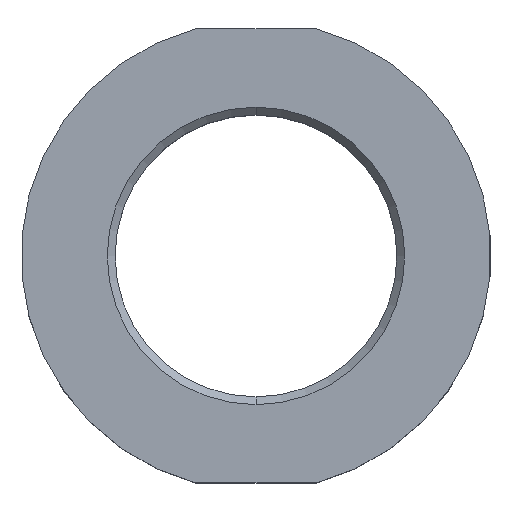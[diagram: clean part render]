
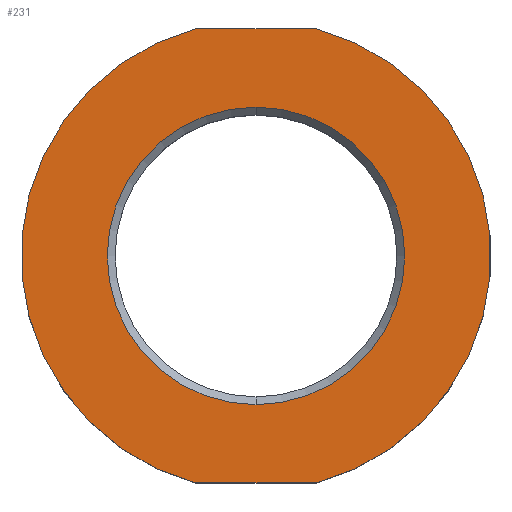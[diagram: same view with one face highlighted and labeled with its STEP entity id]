
A CAD part, top view. The second image highlights one B-rep face of the part: STEP entity #231.
In plain terms, the highlighted planar face has unit normal (0, 0, 1).
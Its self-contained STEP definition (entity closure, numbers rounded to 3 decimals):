
#15 = CIRCLE ( 'NONE', #297, 30. ) ;
#33 = VERTEX_POINT ( 'NONE', #300 ) ;
#53 = CARTESIAN_POINT ( 'NONE',  ( 0., 0., 0. ) ) ;
#58 = CARTESIAN_POINT ( 'NONE',  ( 0., 0., 0. ) ) ;
#59 = AXIS2_PLACEMENT_3D ( 'NONE', #58, #115, #664 ) ;
#63 = VERTEX_POINT ( 'NONE', #798 ) ;
#78 = PLANE ( 'NONE',  #521 ) ;
#90 = DIRECTION ( 'NONE',  ( 1., 0., 0. ) ) ;
#93 = EDGE_LOOP ( 'NONE', ( #721, #551, #246, #595 ) ) ;
#112 = DIRECTION ( 'NONE',  ( 0., -1., 0. ) ) ;
#115 = DIRECTION ( 'NONE',  ( 0., 0., -1. ) ) ;
#124 = CARTESIAN_POINT ( 'NONE',  ( 0., 0., 0. ) ) ;
#125 = EDGE_CURVE ( 'NONE', #306, #33, #15, .T. ) ;
#130 = CIRCLE ( 'NONE', #188, 19. ) ;
#141 = DIRECTION ( 'NONE',  ( 0., -1., 0. ) ) ;
#148 = DIRECTION ( 'NONE',  ( 1., 0., 0. ) ) ;
#157 = CARTESIAN_POINT ( 'NONE',  ( 7.681, -29., 0. ) ) ;
#168 = VECTOR ( 'NONE', #148, 1000. ) ;
#188 = AXIS2_PLACEMENT_3D ( 'NONE', #53, #494, #112 ) ;
#193 = DIRECTION ( 'NONE',  ( 0., 1., 0. ) ) ;
#211 = CARTESIAN_POINT ( 'NONE',  ( 7.681, 29., 0. ) ) ;
#226 = VERTEX_POINT ( 'NONE', #211 ) ;
#231 = ADVANCED_FACE ( 'NONE', ( #442, #485 ), #78, .T. ) ;
#241 = EDGE_CURVE ( 'NONE', #306, #785, #567, .T. ) ;
#246 = ORIENTED_EDGE ( 'NONE', *, *, #797, .F. ) ;
#262 = CARTESIAN_POINT ( 'NONE',  ( -30., -29., 0. ) ) ;
#297 = AXIS2_PLACEMENT_3D ( 'NONE', #124, #555, #193 ) ;
#300 = CARTESIAN_POINT ( 'NONE',  ( -7.681, 29., 0. ) ) ;
#306 = VERTEX_POINT ( 'NONE', #329 ) ;
#329 = CARTESIAN_POINT ( 'NONE',  ( -7.681, -29., 0. ) ) ;
#337 = DIRECTION ( 'NONE',  ( 0., -1., 0. ) ) ;
#353 = CARTESIAN_POINT ( 'NONE',  ( -30., 29., 0. ) ) ;
#381 = EDGE_CURVE ( 'NONE', #226, #785, #806, .T. ) ;
#392 = DIRECTION ( 'NONE',  ( 0., 0., 1. ) ) ;
#433 = LINE ( 'NONE', #353, #788 ) ;
#436 = EDGE_CURVE ( 'NONE', #736, #63, #130, .T. ) ;
#442 = FACE_BOUND ( 'NONE', #520, .T. ) ;
#463 = CIRCLE ( 'NONE', #636, 19. ) ;
#467 = DIRECTION ( 'NONE',  ( 0., 0., -1. ) ) ;
#485 = FACE_OUTER_BOUND ( 'NONE', #93, .T. ) ;
#494 = DIRECTION ( 'NONE',  ( 0., 0., -1. ) ) ;
#520 = EDGE_LOOP ( 'NONE', ( #648, #804 ) ) ;
#521 = AXIS2_PLACEMENT_3D ( 'NONE', #766, #392, #337 ) ;
#551 = ORIENTED_EDGE ( 'NONE', *, *, #381, .F. ) ;
#555 = DIRECTION ( 'NONE',  ( 0., 0., -1. ) ) ;
#567 = LINE ( 'NONE', #262, #168 ) ;
#578 = CARTESIAN_POINT ( 'NONE',  ( 0., 19., 0. ) ) ;
#595 = ORIENTED_EDGE ( 'NONE', *, *, #125, .F. ) ;
#609 = EDGE_CURVE ( 'NONE', #63, #736, #463, .T. ) ;
#636 = AXIS2_PLACEMENT_3D ( 'NONE', #767, #467, #141 ) ;
#648 = ORIENTED_EDGE ( 'NONE', *, *, #609, .T. ) ;
#664 = DIRECTION ( 'NONE',  ( 0., 1., 0. ) ) ;
#721 = ORIENTED_EDGE ( 'NONE', *, *, #241, .T. ) ;
#736 = VERTEX_POINT ( 'NONE', #578 ) ;
#766 = CARTESIAN_POINT ( 'NONE',  ( 0., 30., 0. ) ) ;
#767 = CARTESIAN_POINT ( 'NONE',  ( 0., 0., 0. ) ) ;
#785 = VERTEX_POINT ( 'NONE', #157 ) ;
#788 = VECTOR ( 'NONE', #90, 1000. ) ;
#797 = EDGE_CURVE ( 'NONE', #33, #226, #433, .T. ) ;
#798 = CARTESIAN_POINT ( 'NONE',  ( 0., -19., 0. ) ) ;
#804 = ORIENTED_EDGE ( 'NONE', *, *, #436, .T. ) ;
#806 = CIRCLE ( 'NONE', #59, 30. ) ;
